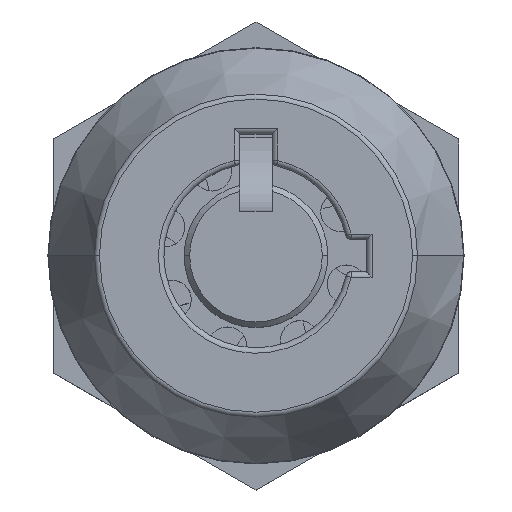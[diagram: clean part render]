
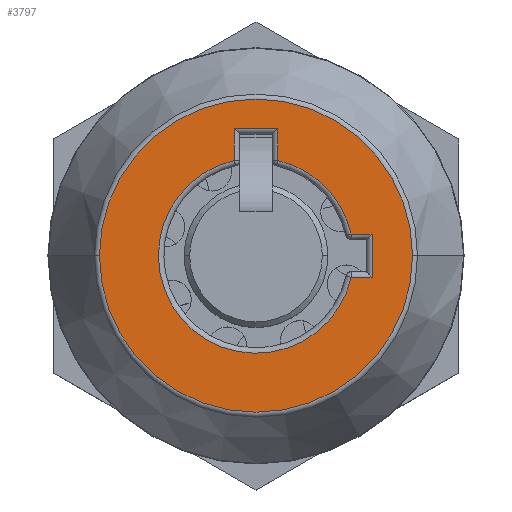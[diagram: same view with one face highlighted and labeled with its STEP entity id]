
A CAD part, top view. The second image highlights one B-rep face of the part: STEP entity #3797.
In plain terms, the highlighted planar face has unit normal (0, 0, 1).
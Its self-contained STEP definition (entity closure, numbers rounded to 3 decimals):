
#2 = DIRECTION ( 'NONE',  ( -1., 0., 0. ) ) ;
#97 = VERTEX_POINT ( 'NONE', #2191 ) ;
#162 = VERTEX_POINT ( 'NONE', #5091 ) ;
#203 = VERTEX_POINT ( 'NONE', #5762 ) ;
#222 = CARTESIAN_POINT ( 'NONE',  ( 0., 0., 0.3 ) ) ;
#386 = LINE ( 'NONE', #8030, #4981 ) ;
#509 = LINE ( 'NONE', #8155, #3776 ) ;
#590 = CARTESIAN_POINT ( 'NONE',  ( 0., 0., 0.3 ) ) ;
#772 = VERTEX_POINT ( 'NONE', #4784 ) ;
#834 = DIRECTION ( 'NONE',  ( 0., 0., -1. ) ) ;
#986 = VERTEX_POINT ( 'NONE', #6229 ) ;
#1003 = EDGE_CURVE ( 'NONE', #6125, #986, #1438, .T. ) ;
#1281 = CIRCLE ( 'NONE', #7000, 8.5 ) ;
#1438 = CIRCLE ( 'NONE', #5796, 5.3 ) ;
#1441 = DIRECTION ( 'NONE',  ( 0., -1., 0. ) ) ;
#1556 = ORIENTED_EDGE ( 'NONE', *, *, #5566, .F. ) ;
#1632 = VECTOR ( 'NONE', #6416, 1000. ) ;
#1664 = CARTESIAN_POINT ( 'NONE',  ( 0., 5.3, 0.3 ) ) ;
#1693 = ORIENTED_EDGE ( 'NONE', *, *, #5355, .T. ) ;
#1757 = VERTEX_POINT ( 'NONE', #2953 ) ;
#1938 = VERTEX_POINT ( 'NONE', #6246 ) ;
#2191 = CARTESIAN_POINT ( 'NONE',  ( -8.5, 0., 0.3 ) ) ;
#2268 = EDGE_LOOP ( 'NONE', ( #6615, #8041, #4695, #7403, #3605, #1693, #1556, #5792 ) ) ;
#2281 = DIRECTION ( 'NONE',  ( 1., 0., 0. ) ) ;
#2290 = CARTESIAN_POINT ( 'NONE',  ( 6.3, 5.3, 0.3 ) ) ;
#2430 = DIRECTION ( 'NONE',  ( 0., -1., 0. ) ) ;
#2493 = ORIENTED_EDGE ( 'NONE', *, *, #8489, .T. ) ;
#2953 = CARTESIAN_POINT ( 'NONE',  ( 6.3, -1.175, 0.3 ) ) ;
#3088 = CARTESIAN_POINT ( 'NONE',  ( 1.175, 5.168, 0.3 ) ) ;
#3139 = CARTESIAN_POINT ( 'NONE',  ( 0.875, 6.9, 0.3 ) ) ;
#3150 = LINE ( 'NONE', #2290, #7887 ) ;
#3303 = CARTESIAN_POINT ( 'NONE',  ( 1.175, 5.227, 0.3 ) ) ;
#3384 = PLANE ( 'NONE',  #7983 ) ;
#3605 = ORIENTED_EDGE ( 'NONE', *, *, #5956, .T. ) ;
#3776 = VECTOR ( 'NONE', #7258, 1000. ) ;
#3797 = ADVANCED_FACE ( 'NONE', ( #7920, #7964 ), #3384, .F. ) ;
#4027 = LINE ( 'NONE', #3139, #7200 ) ;
#4173 = EDGE_CURVE ( 'NONE', #1757, #986, #386, .T. ) ;
#4186 = LINE ( 'NONE', #3303, #5336 ) ;
#4200 = VERTEX_POINT ( 'NONE', #5162 ) ;
#4600 = CIRCLE ( 'NONE', #6002, 8.5 ) ;
#4695 = ORIENTED_EDGE ( 'NONE', *, *, #1003, .F. ) ;
#4768 = CARTESIAN_POINT ( 'NONE',  ( -1.175, 5.168, 0.3 ) ) ;
#4784 = CARTESIAN_POINT ( 'NONE',  ( 5.168, 1.175, 0.3 ) ) ;
#4981 = VECTOR ( 'NONE', #7128, 1000. ) ;
#5091 = CARTESIAN_POINT ( 'NONE',  ( -1.175, 6.9, 0.3 ) ) ;
#5162 = CARTESIAN_POINT ( 'NONE',  ( 8.5, 0., 0.3 ) ) ;
#5281 = DIRECTION ( 'NONE',  ( 1., 0., 0. ) ) ;
#5336 = VECTOR ( 'NONE', #2430, 1000. ) ;
#5355 = EDGE_CURVE ( 'NONE', #203, #8021, #4186, .T. ) ;
#5485 = EDGE_CURVE ( 'NONE', #1938, #1757, #3150, .T. ) ;
#5566 = EDGE_CURVE ( 'NONE', #772, #8021, #5774, .T. ) ;
#5762 = CARTESIAN_POINT ( 'NONE',  ( 1.175, 6.9, 0.3 ) ) ;
#5769 = EDGE_CURVE ( 'NONE', #772, #1938, #509, .T. ) ;
#5774 = CIRCLE ( 'NONE', #7316, 5.3 ) ;
#5792 = ORIENTED_EDGE ( 'NONE', *, *, #5769, .T. ) ;
#5796 = AXIS2_PLACEMENT_3D ( 'NONE', #7785, #6903, #6016 ) ;
#5956 = EDGE_CURVE ( 'NONE', #162, #203, #4027, .T. ) ;
#6002 = AXIS2_PLACEMENT_3D ( 'NONE', #590, #8242, #7349 ) ;
#6016 = DIRECTION ( 'NONE',  ( 1., 0., 0. ) ) ;
#6125 = VERTEX_POINT ( 'NONE', #4768 ) ;
#6160 = DIRECTION ( 'NONE',  ( 0., 0., 1. ) ) ;
#6229 = CARTESIAN_POINT ( 'NONE',  ( 5.168, -1.175, 0.3 ) ) ;
#6246 = CARTESIAN_POINT ( 'NONE',  ( 6.3, 1.175, 0.3 ) ) ;
#6416 = DIRECTION ( 'NONE',  ( 0., 1., 0. ) ) ;
#6615 = ORIENTED_EDGE ( 'NONE', *, *, #5485, .T. ) ;
#6903 = DIRECTION ( 'NONE',  ( 0., 0., 1. ) ) ;
#6953 = DIRECTION ( 'NONE',  ( 1., 0., 0. ) ) ;
#6954 = ORIENTED_EDGE ( 'NONE', *, *, #7497, .T. ) ;
#7000 = AXIS2_PLACEMENT_3D ( 'NONE', #7930, #6160, #5281 ) ;
#7128 = DIRECTION ( 'NONE',  ( -1., 0., 0. ) ) ;
#7138 = EDGE_CURVE ( 'NONE', #6125, #162, #8201, .T. ) ;
#7200 = VECTOR ( 'NONE', #2281, 1000. ) ;
#7258 = DIRECTION ( 'NONE',  ( 1., 0., 0. ) ) ;
#7305 = CARTESIAN_POINT ( 'NONE',  ( -1.175, 6.6, 0.3 ) ) ;
#7316 = AXIS2_PLACEMENT_3D ( 'NONE', #222, #7835, #6953 ) ;
#7349 = DIRECTION ( 'NONE',  ( 1., 0., 0. ) ) ;
#7403 = ORIENTED_EDGE ( 'NONE', *, *, #7138, .T. ) ;
#7497 = EDGE_CURVE ( 'NONE', #4200, #97, #1281, .T. ) ;
#7785 = CARTESIAN_POINT ( 'NONE',  ( 0., 0., 0.3 ) ) ;
#7835 = DIRECTION ( 'NONE',  ( 0., 0., 1. ) ) ;
#7887 = VECTOR ( 'NONE', #1441, 1000. ) ;
#7920 = FACE_BOUND ( 'NONE', #2268, .T. ) ;
#7930 = CARTESIAN_POINT ( 'NONE',  ( 0., 0., 0.3 ) ) ;
#7964 = FACE_OUTER_BOUND ( 'NONE', #8449, .T. ) ;
#7983 = AXIS2_PLACEMENT_3D ( 'NONE', #1664, #834, #2 ) ;
#8021 = VERTEX_POINT ( 'NONE', #3088 ) ;
#8030 = CARTESIAN_POINT ( 'NONE',  ( 0., -1.175, 0.3 ) ) ;
#8041 = ORIENTED_EDGE ( 'NONE', *, *, #4173, .T. ) ;
#8155 = CARTESIAN_POINT ( 'NONE',  ( 0., 1.175, 0.3 ) ) ;
#8201 = LINE ( 'NONE', #7305, #1632 ) ;
#8242 = DIRECTION ( 'NONE',  ( 0., 0., 1. ) ) ;
#8449 = EDGE_LOOP ( 'NONE', ( #6954, #2493 ) ) ;
#8489 = EDGE_CURVE ( 'NONE', #97, #4200, #4600, .T. ) ;
